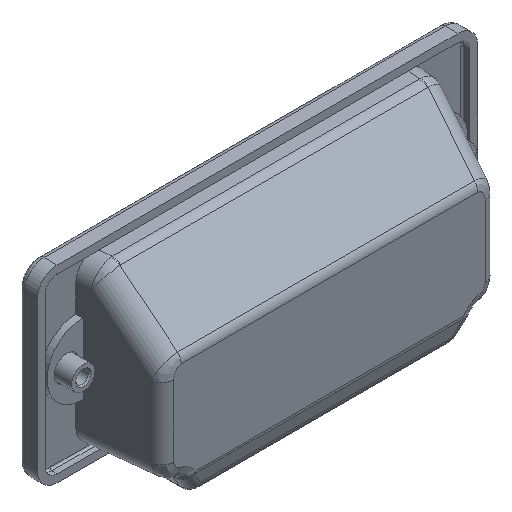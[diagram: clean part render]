
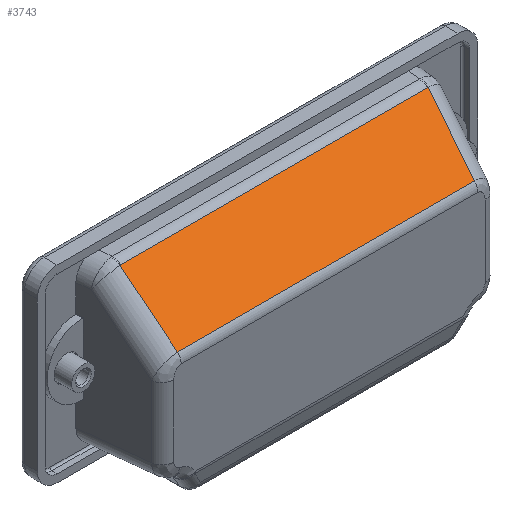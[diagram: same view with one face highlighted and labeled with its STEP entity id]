
A CAD part, isometric view. The second image highlights one B-rep face of the part: STEP entity #3743.
In plain terms, the highlighted face is planar.
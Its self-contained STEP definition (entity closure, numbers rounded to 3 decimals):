
#216=PLANE('',#4128);
#366=LINE('',#6318,#609);
#367=LINE('',#6325,#610);
#368=LINE('',#6327,#611);
#369=LINE('',#6329,#612);
#609=VECTOR('',#4957,78.103);
#610=VECTOR('',#4966,18.777);
#611=VECTOR('',#4967,75.475);
#612=VECTOR('',#4968,18.777);
#957=FACE_OUTER_BOUND('',#1223,.T.);
#1223=EDGE_LOOP('',(#3004,#3005,#3006,#3007,#3008,#3009));
#1500=CIRCLE('',#4129,1.417);
#1501=CIRCLE('',#4130,1.417);
#1766=VERTEX_POINT('',#6316);
#1767=VERTEX_POINT('',#6317);
#1768=VERTEX_POINT('',#6322);
#1769=VERTEX_POINT('',#6324);
#1770=VERTEX_POINT('',#6326);
#1771=VERTEX_POINT('',#6328);
#2194=EDGE_CURVE('',#1766,#1767,#366,.T.);
#2197=EDGE_CURVE('',#1767,#1768,#1500,.T.);
#2198=EDGE_CURVE('',#1768,#1769,#367,.T.);
#2199=EDGE_CURVE('',#1770,#1769,#368,.T.);
#2200=EDGE_CURVE('',#1770,#1771,#369,.T.);
#2201=EDGE_CURVE('',#1771,#1766,#1501,.T.);
#3004=ORIENTED_EDGE('',*,*,#2197,.T.);
#3005=ORIENTED_EDGE('',*,*,#2198,.T.);
#3006=ORIENTED_EDGE('',*,*,#2199,.F.);
#3007=ORIENTED_EDGE('',*,*,#2200,.T.);
#3008=ORIENTED_EDGE('',*,*,#2201,.T.);
#3009=ORIENTED_EDGE('',*,*,#2194,.T.);
#3743=ADVANCED_FACE('',(#957),#216,.T.);
#4128=AXIS2_PLACEMENT_3D('',#6321,#4962,#4963);
#4129=AXIS2_PLACEMENT_3D('',#6323,#4964,#4965);
#4130=AXIS2_PLACEMENT_3D('',#6330,#4969,#4970);
#4957=DIRECTION('',(0.,0.,1.));
#4962=DIRECTION('center_axis',(0.707,0.707,0.));
#4963=DIRECTION('ref_axis',(0.,0.,-1.));
#4964=DIRECTION('center_axis',(0.707,0.707,0.));
#4965=DIRECTION('ref_axis',(-0.703,0.703,0.11));
#4966=DIRECTION('',(0.705,-0.705,-0.078));
#4967=DIRECTION('',(0.,0.,1.));
#4968=DIRECTION('',(-0.705,0.705,-0.078));
#4969=DIRECTION('center_axis',(0.707,0.707,0.));
#4970=DIRECTION('ref_axis',(-0.707,0.707,0.));
#6316=CARTESIAN_POINT('',(5.879,20.121,-39.052));
#6317=CARTESIAN_POINT('',(5.879,20.121,39.052));
#6318=CARTESIAN_POINT('',(5.879,20.121,-39.052));
#6321=CARTESIAN_POINT('Origin',(20.,6.,-44.5));
#6322=CARTESIAN_POINT('',(5.885,20.115,39.208));
#6323=CARTESIAN_POINT('Origin',(6.881,19.119,39.052));
#6324=CARTESIAN_POINT('',(19.121,6.879,37.737));
#6325=CARTESIAN_POINT('',(5.885,20.115,39.208));
#6326=CARTESIAN_POINT('',(19.121,6.879,-37.737));
#6327=CARTESIAN_POINT('',(19.121,6.879,-37.737));
#6328=CARTESIAN_POINT('',(5.885,20.115,-39.208));
#6329=CARTESIAN_POINT('',(19.121,6.879,-37.737));
#6330=CARTESIAN_POINT('Origin',(6.881,19.119,-39.052));
